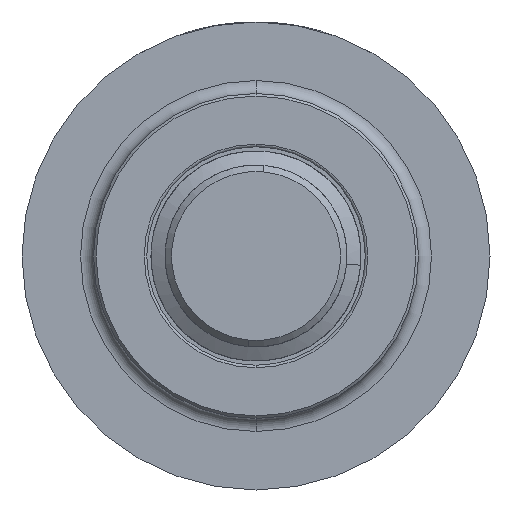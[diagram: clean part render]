
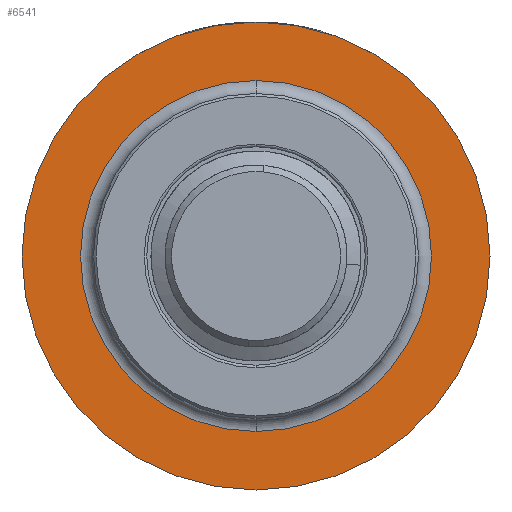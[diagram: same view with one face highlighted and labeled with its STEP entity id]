
A CAD part, front view. The second image highlights one B-rep face of the part: STEP entity #6541.
In plain terms, the highlighted planar face has unit normal (0, -1, 0).
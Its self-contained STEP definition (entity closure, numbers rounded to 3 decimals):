
#72 = AXIS2_PLACEMENT_3D ( 'NONE', #2445, #8075, #8001 ) ;
#192 = ORIENTED_EDGE ( 'NONE', *, *, #2149, .F. ) ;
#360 = ORIENTED_EDGE ( 'NONE', *, *, #3746, .T. ) ;
#751 = AXIS2_PLACEMENT_3D ( 'NONE', #6261, #3023, #3048 ) ;
#889 = CIRCLE ( 'NONE', #72, 13.5 ) ;
#922 = CARTESIAN_POINT ( 'NONE',  ( 13.5, 4.42, 0. ) ) ;
#1736 = VERTEX_POINT ( 'NONE', #7013 ) ;
#1863 = FACE_BOUND ( 'NONE', #8073, .T. ) ;
#2149 = EDGE_CURVE ( 'NONE', #1736, #5864, #889, .T. ) ;
#2249 = DIRECTION ( 'NONE',  ( 0., -1., 0. ) ) ;
#2289 = EDGE_LOOP ( 'NONE', ( #5627, #360 ) ) ;
#2296 = CARTESIAN_POINT ( 'NONE',  ( 0., 4.42, 0. ) ) ;
#2445 = CARTESIAN_POINT ( 'NONE',  ( 0., 4.42, 0. ) ) ;
#2831 = CIRCLE ( 'NONE', #751, 13.5 ) ;
#3023 = DIRECTION ( 'NONE',  ( 0., -1., 0. ) ) ;
#3048 = DIRECTION ( 'NONE',  ( 0., 0., -1. ) ) ;
#3424 = PLANE ( 'NONE',  #4123 ) ;
#3746 = EDGE_CURVE ( 'NONE', #4755, #5622, #3990, .T. ) ;
#3942 = DIRECTION ( 'NONE',  ( 0., -1., 0. ) ) ;
#3990 = CIRCLE ( 'NONE', #4252, 18. ) ;
#4123 = AXIS2_PLACEMENT_3D ( 'NONE', #922, #2249, #5960 ) ;
#4174 = CARTESIAN_POINT ( 'NONE',  ( 0., 4.42, 13.5 ) ) ;
#4252 = AXIS2_PLACEMENT_3D ( 'NONE', #5083, #3942, #4582 ) ;
#4334 = CARTESIAN_POINT ( 'NONE',  ( 0., 4.42, 18. ) ) ;
#4409 = FACE_OUTER_BOUND ( 'NONE', #2289, .T. ) ;
#4476 = CIRCLE ( 'NONE', #6151, 18. ) ;
#4582 = DIRECTION ( 'NONE',  ( 0., 0., -1. ) ) ;
#4639 = CARTESIAN_POINT ( 'NONE',  ( 0., 4.42, -18. ) ) ;
#4755 = VERTEX_POINT ( 'NONE', #4334 ) ;
#4757 = DIRECTION ( 'NONE',  ( 0., -1., 0. ) ) ;
#5083 = CARTESIAN_POINT ( 'NONE',  ( 0., 4.42, 0. ) ) ;
#5088 = EDGE_CURVE ( 'NONE', #5622, #4755, #4476, .T. ) ;
#5335 = EDGE_CURVE ( 'NONE', #5864, #1736, #2831, .T. ) ;
#5622 = VERTEX_POINT ( 'NONE', #4639 ) ;
#5627 = ORIENTED_EDGE ( 'NONE', *, *, #5088, .T. ) ;
#5864 = VERTEX_POINT ( 'NONE', #4174 ) ;
#5960 = DIRECTION ( 'NONE',  ( 0., 0., -1. ) ) ;
#6042 = DIRECTION ( 'NONE',  ( 0., 0., -1. ) ) ;
#6151 = AXIS2_PLACEMENT_3D ( 'NONE', #2296, #4757, #6042 ) ;
#6261 = CARTESIAN_POINT ( 'NONE',  ( 0., 4.42, 0. ) ) ;
#6541 = ADVANCED_FACE ( 'NONE', ( #4409, #1863 ), #3424, .T. ) ;
#7013 = CARTESIAN_POINT ( 'NONE',  ( 0., 4.42, -13.5 ) ) ;
#7971 = ORIENTED_EDGE ( 'NONE', *, *, #5335, .F. ) ;
#8001 = DIRECTION ( 'NONE',  ( 0., 0., -1. ) ) ;
#8073 = EDGE_LOOP ( 'NONE', ( #192, #7971 ) ) ;
#8075 = DIRECTION ( 'NONE',  ( 0., -1., 0. ) ) ;
